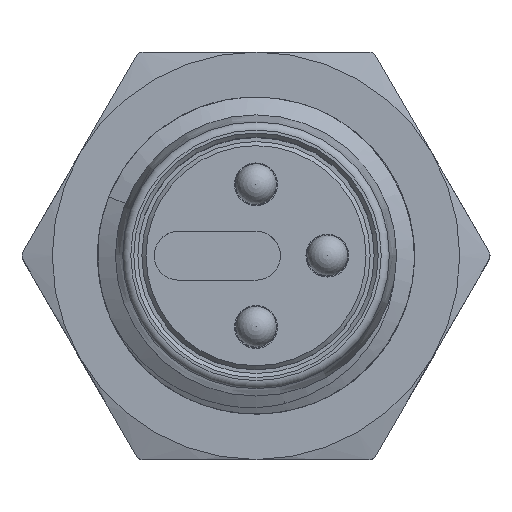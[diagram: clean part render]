
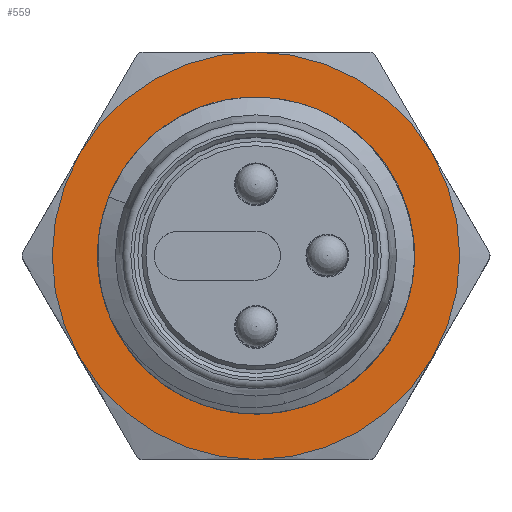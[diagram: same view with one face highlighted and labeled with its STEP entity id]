
A CAD part, top view. The second image highlights one B-rep face of the part: STEP entity #559.
In plain terms, the highlighted planar face has unit normal (0, 0, 1).
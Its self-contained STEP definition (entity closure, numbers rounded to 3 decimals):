
#559=ADVANCED_FACE('',(#918,#919),#784,.T.);
#784=PLANE('',#4089);
#834=CIRCLE('',#4082,5.);
#835=CIRCLE('',#4083,5.);
#836=CIRCLE('',#4084,5.);
#837=CIRCLE('',#4085,5.);
#838=CIRCLE('',#4086,5.);
#839=CIRCLE('',#4087,5.);
#840=CIRCLE('',#4088,3.35);
#918=FACE_BOUND('',#1024,.T.);
#919=FACE_BOUND('',#1025,.T.);
#1024=EDGE_LOOP('',(#1358,#1359,#1360,#1361,#1362,#1363));
#1025=EDGE_LOOP('',(#1364));
#1358=ORIENTED_EDGE('',*,*,#3000,.T.);
#1359=ORIENTED_EDGE('',*,*,#3001,.T.);
#1360=ORIENTED_EDGE('',*,*,#3002,.T.);
#1361=ORIENTED_EDGE('',*,*,#3003,.T.);
#1362=ORIENTED_EDGE('',*,*,#3004,.T.);
#1363=ORIENTED_EDGE('',*,*,#3005,.T.);
#1364=ORIENTED_EDGE('',*,*,#3006,.F.);
#2560=VERTEX_POINT('',#5787);
#2561=VERTEX_POINT('',#5788);
#2562=VERTEX_POINT('',#5790);
#2563=VERTEX_POINT('',#5792);
#2564=VERTEX_POINT('',#5794);
#2565=VERTEX_POINT('',#5796);
#2566=VERTEX_POINT('',#5799);
#3000=EDGE_CURVE('',#2560,#2561,#834,.T.);
#3001=EDGE_CURVE('',#2561,#2562,#835,.T.);
#3002=EDGE_CURVE('',#2562,#2563,#836,.T.);
#3003=EDGE_CURVE('',#2563,#2564,#837,.T.);
#3004=EDGE_CURVE('',#2564,#2565,#838,.T.);
#3005=EDGE_CURVE('',#2565,#2560,#839,.T.);
#3006=EDGE_CURVE('',#2566,#2566,#840,.T.);
#4082=AXIS2_PLACEMENT_3D('',#5786,#4428,#4429);
#4083=AXIS2_PLACEMENT_3D('',#5789,#4430,#4431);
#4084=AXIS2_PLACEMENT_3D('',#5791,#4432,#4433);
#4085=AXIS2_PLACEMENT_3D('',#5793,#4434,#4435);
#4086=AXIS2_PLACEMENT_3D('',#5795,#4436,#4437);
#4087=AXIS2_PLACEMENT_3D('',#5797,#4438,#4439);
#4088=AXIS2_PLACEMENT_3D('',#5798,#4440,#4441);
#4089=AXIS2_PLACEMENT_3D('',#5800,#4442,#4443);
#4428=DIRECTION('',(0.,0.,1.));
#4429=DIRECTION('',(-0.866,-0.5,0.));
#4430=DIRECTION('',(0.,0.,1.));
#4431=DIRECTION('',(0.,-1.,0.));
#4432=DIRECTION('',(0.,0.,1.));
#4433=DIRECTION('',(0.866,-0.5,0.));
#4434=DIRECTION('',(0.,0.,1.));
#4435=DIRECTION('',(0.866,0.5,0.));
#4436=DIRECTION('',(0.,0.,1.));
#4437=DIRECTION('',(0.,1.,0.));
#4438=DIRECTION('',(0.,0.,1.));
#4439=DIRECTION('',(-0.866,0.5,0.));
#4440=DIRECTION('',(0.,0.,1.));
#4441=DIRECTION('',(0.,1.,0.));
#4442=DIRECTION('',(0.,0.,1.));
#4443=DIRECTION('',(1.,0.,0.));
#5786=CARTESIAN_POINT('',(0.,0.777,2.5));
#5787=CARTESIAN_POINT('',(-4.33,-1.723,2.5));
#5788=CARTESIAN_POINT('',(0.,-4.223,2.5));
#5789=CARTESIAN_POINT('',(0.,0.777,2.5));
#5790=CARTESIAN_POINT('',(4.33,-1.723,2.5));
#5791=CARTESIAN_POINT('',(0.,0.777,2.5));
#5792=CARTESIAN_POINT('',(4.33,3.277,2.5));
#5793=CARTESIAN_POINT('',(0.,0.777,2.5));
#5794=CARTESIAN_POINT('',(0.,5.777,2.5));
#5795=CARTESIAN_POINT('',(0.,0.777,2.5));
#5796=CARTESIAN_POINT('',(-4.33,3.277,2.5));
#5797=CARTESIAN_POINT('',(0.,0.777,2.5));
#5798=CARTESIAN_POINT('',(0.,0.777,2.5));
#5799=CARTESIAN_POINT('',(0.,4.127,2.5));
#5800=CARTESIAN_POINT('',(0.,0.777,2.5));
